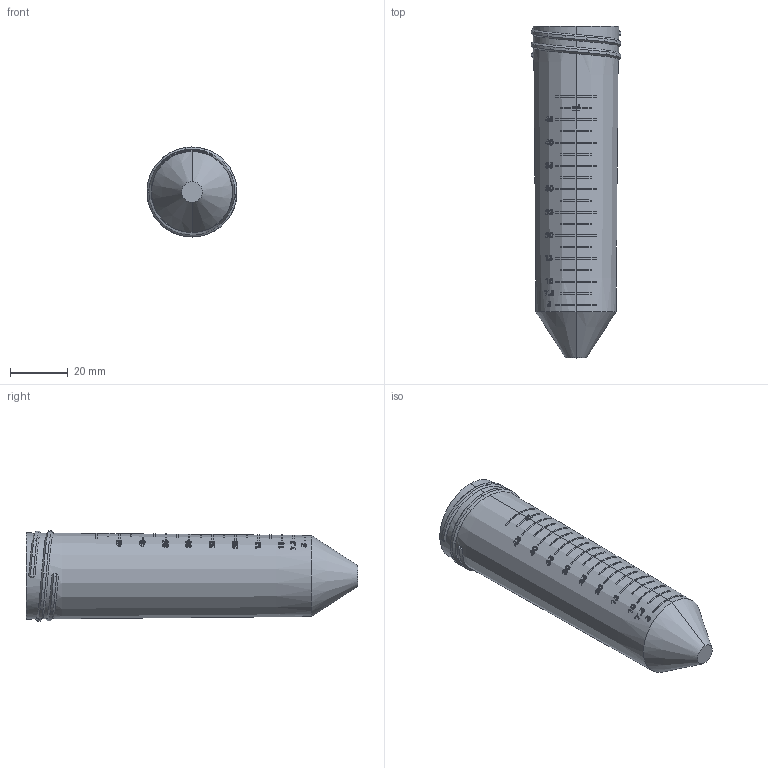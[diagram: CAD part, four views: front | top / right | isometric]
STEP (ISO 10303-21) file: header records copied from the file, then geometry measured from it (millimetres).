
FILE_DESCRIPTION (( 'STEP AP214' ), '1' );
FILE_NAME ('50 ml Falcon tube Basic.STEP', '2021-05-12T07:51:21', ( '' ), ( '' ), 'SwSTEP 2.0', 'SolidWorks 2020', '' );
FILE_SCHEMA (( 'AUTOMOTIVE_DESIGN' ));
Length unit declared in the file: millimetre
Products named in the file (1): 50 ml Falcon tube Basic
Bounding box: 31.04 x 114.55 x 31.11 mm (x, y, z)
Volume: 40582.2 mm3; surface area: 25753.8 mm2
Topology: 44 solids, 44 shells, 586 faces, 1433 edges, 927 vertices
Faces by surface type: bspline 220, plane 210, cone 147, cylinder 9
Entity records: 28364 total; most frequent: CARTESIAN_POINT 16105, ORIENTED_EDGE 2850, DIRECTION 1728, EDGE_CURVE 1425, VERTEX_POINT 927, AXIS2_PLACEMENT_3D 632, B_SPLINE_CURVE_WITH_KNOTS 626, EDGE_LOOP 600
